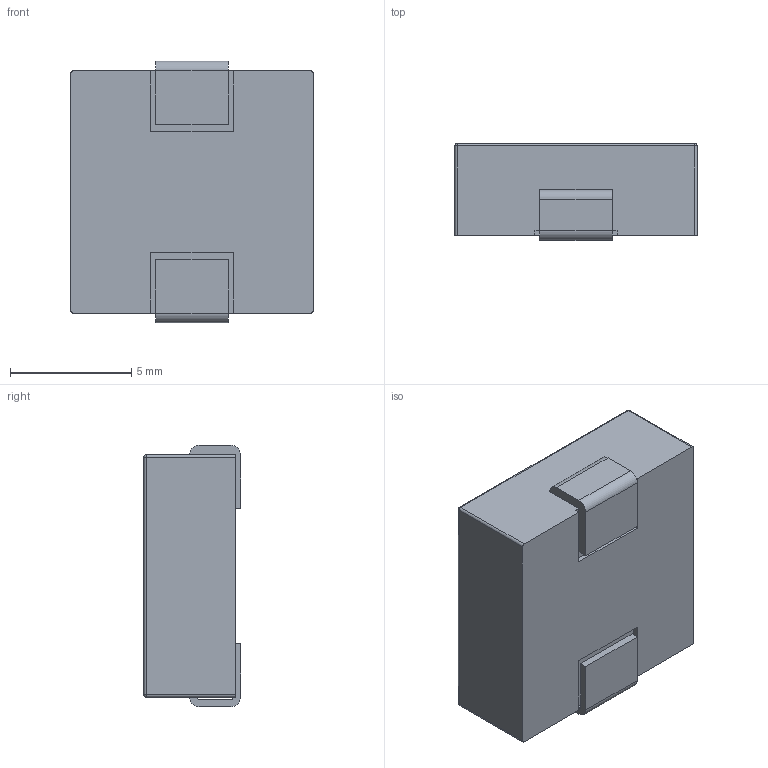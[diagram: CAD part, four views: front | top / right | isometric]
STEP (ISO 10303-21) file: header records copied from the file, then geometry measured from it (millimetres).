
FILE_DESCRIPTION (( 'STEP AP214' ), '1' );
FILE_NAME ('Inductor_SMD_AMPLF_1040.STEP', '2022-10-23T14:44:44', ( 'Rotor' ), ( '' ), 'SwSTEP 2.0', 'SolidWorks 2012', '' );
FILE_SCHEMA (( 'AUTOMOTIVE_DESIGN' ));
Length unit declared in the file: millimetre
Products named in the file (1): Inductor_SMD_AMPLF_1040
Bounding box: 10 x 4.01 x 10.8 mm (x, y, z)
Volume: 385.4 mm3; surface area: 387.5 mm2
Topology: 1 solids, 1 shells, 98 faces, 256 edges, 164 vertices
Faces by surface type: plane 52, bspline 28, cylinder 14, sphere 4
Entity records: 4865 total; most frequent: CARTESIAN_POINT 1855, ORIENTED_EDGE 504, DIRECTION 366, EDGE_CURVE 252, VECTOR 168, LINE 168, VERTEX_POINT 164, EDGE_LOOP 106
